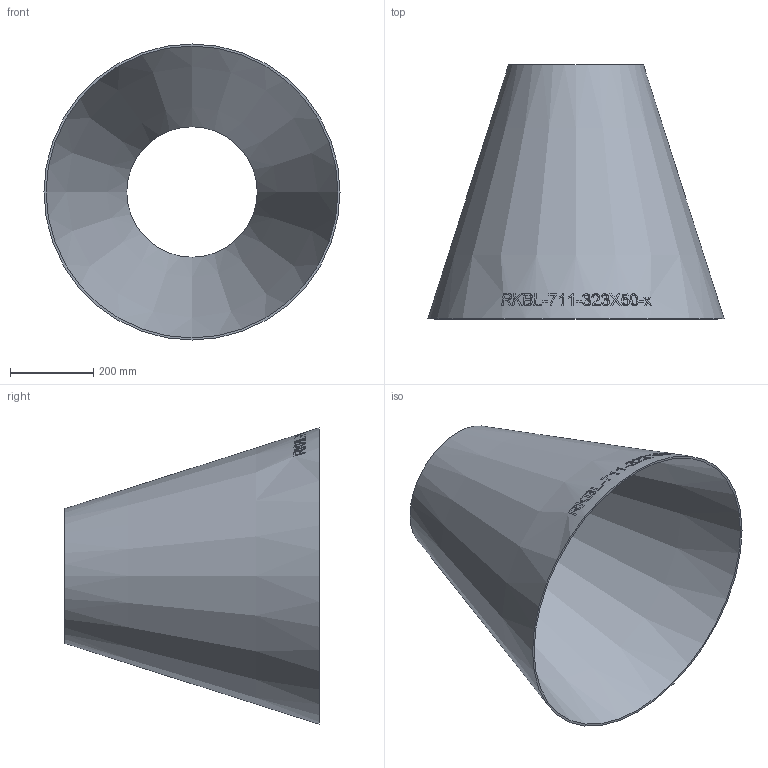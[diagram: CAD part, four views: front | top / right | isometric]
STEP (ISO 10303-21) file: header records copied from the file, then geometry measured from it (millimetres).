
FILE_DESCRIPTION (( 'STEP AP214' ), '1' );
FILE_NAME ('RKBL-711-323X50-x Reduzierung aus Blech 2006.STEP', '2020-06-08T13:32:45', ( '' ), ( '' ), 'SwSTEP 2.0', 'SolidWorks 2019', '' );
FILE_SCHEMA (( 'AUTOMOTIVE_DESIGN' ));
Length unit declared in the file: millimetre
Products named in the file (1): RKBL-711-323X50-x Reduzierung aus Blech 2006
Bounding box: 711.2 x 610 x 711.2 mm (x, y, z)
Volume: 5133990.6 mm3; surface area: 2076887.8 mm2
Topology: 1 solids, 1 shells, 219 faces, 588 edges, 392 vertices
Faces by surface type: bspline 194, cone 23, plane 2
Entity records: 42909 total; most frequent: CARTESIAN_POINT 36798, ORIENTED_EDGE 1172, EDGE_CURVE 586, B_SPLINE_CURVE_WITH_KNOTS 582, VERTEX_POINT 392, EDGE_LOOP 244, FACE_OUTER_BOUND 219, ADVANCED_FACE 219
